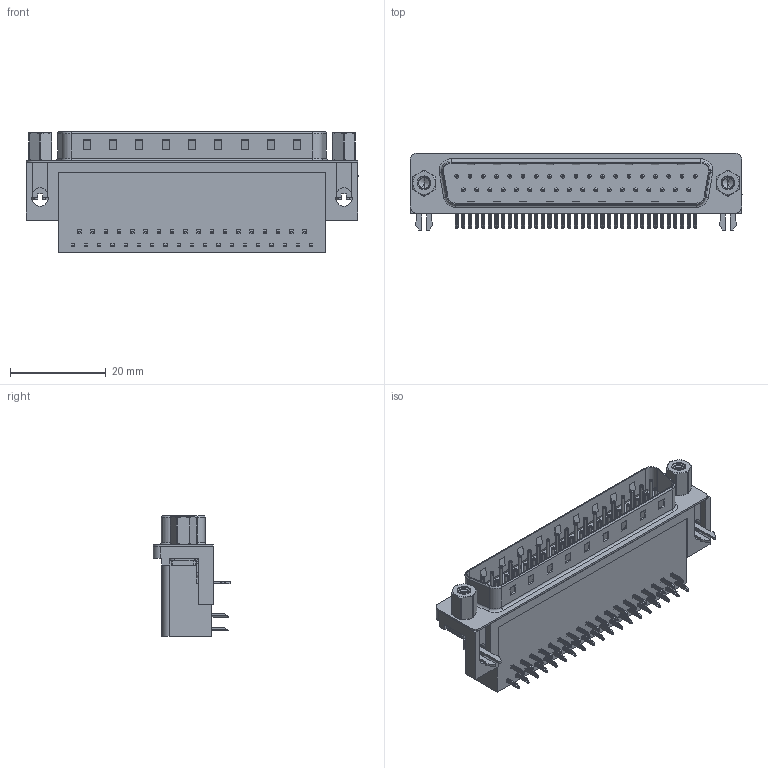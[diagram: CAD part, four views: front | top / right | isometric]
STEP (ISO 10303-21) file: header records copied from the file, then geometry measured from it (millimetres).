
FILE_DESCRIPTION (( 'STEP AP203' ), '1' );
FILE_NAME ('625-037-262-533.STEP', '2018-11-06T04:56:10', ( '' ), ( '' ), 'SwSTEP 2.0', 'SolidWorks 2016', '' );
FILE_SCHEMA (( 'CONFIG_CONTROL_DESIGN' ));
Length unit declared in the file: millimetre
Products named in the file (8): 625 2 Prong Board Lock; 625 4-40 Threaded Rivet; 625 4-40 Hex Standoff 5; 625-037-262-533; 625 Housing_37 Socket; 625 Shell_37 Socket; 625 Contact Bottom; 625 Contact Top
Assembly tree (45 placements, depth 2):
  625-037-262-533
    625 Housing_37 Socket
    625 Shell_37 Socket
    625 Contact Bottom  x18
    625 Contact Top  x19
    625 2 Prong Board Lock  x2
    625 4-40 Threaded Rivet  x2
    625 4-40 Hex Standoff 5  x2
Bounding box: 69.4 x 16.25 x 25.16 mm (x, y, z)
Volume: 12812.8 mm3; surface area: 12242.9 mm2
Topology: 45 solids, 45 shells, 3367 faces, 8377 edges, 5181 vertices
Faces by surface type: plane 2067, cylinder 997, torus 253, cone 32, bspline 18
Entity records: 32310 total; most frequent: CARTESIAN_POINT 9205, DIRECTION 4405, ORIENTED_EDGE 4374, EDGE_CURVE 2187, LINE 1519, VECTOR 1519, AXIS2_PLACEMENT_3D 1443, VERTEX_POINT 1412
